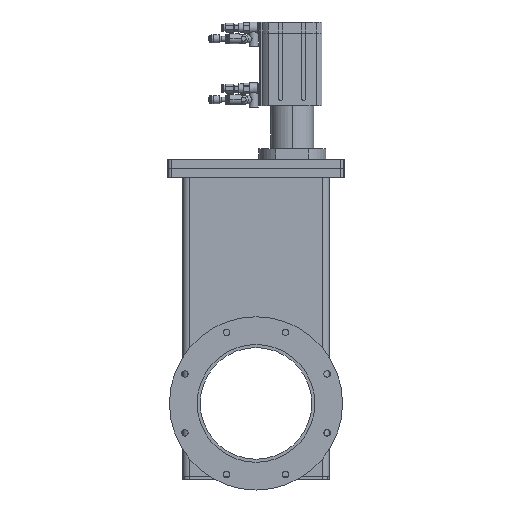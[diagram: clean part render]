
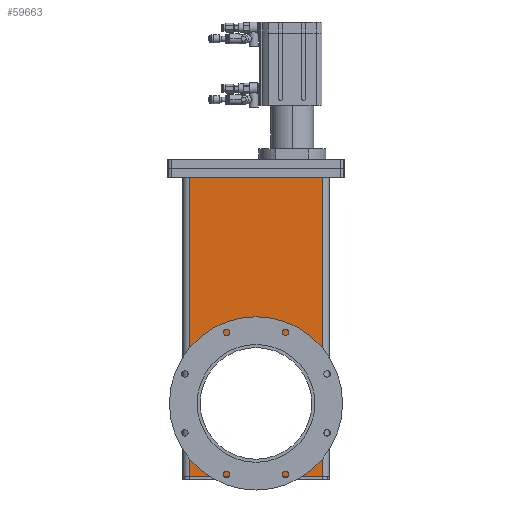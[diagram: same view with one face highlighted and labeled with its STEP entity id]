
A CAD part, front view. The second image highlights one B-rep face of the part: STEP entity #59663.
In plain terms, the highlighted planar face has unit normal (0, -1, 0).
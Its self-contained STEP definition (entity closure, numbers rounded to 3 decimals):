
#2686 = EDGE_CURVE ( 'NONE', #18378, #61506, #2881, .T. ) ;
#2881 = LINE ( 'NONE', #31525, #12527 ) ;
#3387 = EDGE_CURVE ( 'NONE', #61506, #8818, #11443, .T. ) ;
#5911 = LINE ( 'NONE', #16163, #11441 ) ;
#6046 = CIRCLE ( 'NONE', #11148, 85. ) ;
#6517 = DIRECTION ( 'NONE',  ( 1., 0., 0. ) ) ;
#8077 = DIRECTION ( 'NONE',  ( -1., 0., 0. ) ) ;
#8428 = CIRCLE ( 'NONE', #60721, 85. ) ;
#8818 = VERTEX_POINT ( 'NONE', #56974 ) ;
#9823 = DIRECTION ( 'NONE',  ( 0., 0., 1. ) ) ;
#9969 = CARTESIAN_POINT ( 'NONE',  ( -134., -21., -7. ) ) ;
#10721 = VERTEX_POINT ( 'NONE', #61444 ) ;
#11120 = CARTESIAN_POINT ( 'NONE',  ( -47., -21., -203.5 ) ) ;
#11148 = AXIS2_PLACEMENT_3D ( 'NONE', #30624, #55145, #6517 ) ;
#11441 = VECTOR ( 'NONE', #54861, 1000. ) ;
#11443 = LINE ( 'NONE', #17218, #26676 ) ;
#12527 = VECTOR ( 'NONE', #8077, 1000. ) ;
#13390 = EDGE_CURVE ( 'NONE', #48788, #10721, #8428, .T. ) ;
#13789 = DIRECTION ( 'NONE',  ( 1., 0., 0. ) ) ;
#13905 = ORIENTED_EDGE ( 'NONE', *, *, #2686, .T. ) ;
#13975 = CARTESIAN_POINT ( 'NONE',  ( 40., -21., -7. ) ) ;
#14801 = EDGE_CURVE ( 'NONE', #17565, #18378, #40014, .T. ) ;
#16163 = CARTESIAN_POINT ( 'NONE',  ( -142., -21., -400. ) ) ;
#17218 = CARTESIAN_POINT ( 'NONE',  ( -134., -21., -105.25 ) ) ;
#17565 = VERTEX_POINT ( 'NONE', #19735 ) ;
#18378 = VERTEX_POINT ( 'NONE', #13975 ) ;
#19471 = AXIS2_PLACEMENT_3D ( 'NONE', #11120, #25589, #13789 ) ;
#19735 = CARTESIAN_POINT ( 'NONE',  ( 40., -21., -400. ) ) ;
#20430 = FACE_BOUND ( 'NONE', #25030, .T. ) ;
#25030 = EDGE_LOOP ( 'NONE', ( #59605, #37048 ) ) ;
#25589 = DIRECTION ( 'NONE',  ( 0., 1., 0. ) ) ;
#26676 = VECTOR ( 'NONE', #36854, 1000. ) ;
#28833 = CARTESIAN_POINT ( 'NONE',  ( 38., -21., -305. ) ) ;
#30624 = CARTESIAN_POINT ( 'NONE',  ( -47., -21., -305. ) ) ;
#31525 = CARTESIAN_POINT ( 'NONE',  ( 48., -21., -7. ) ) ;
#36854 = DIRECTION ( 'NONE',  ( 0., 0., -1. ) ) ;
#37048 = ORIENTED_EDGE ( 'NONE', *, *, #55868, .T. ) ;
#39392 = CARTESIAN_POINT ( 'NONE',  ( 40., -21., -301.75 ) ) ;
#39441 = FACE_OUTER_BOUND ( 'NONE', #48312, .T. ) ;
#40014 = LINE ( 'NONE', #39392, #56938 ) ;
#41052 = ORIENTED_EDGE ( 'NONE', *, *, #62470, .T. ) ;
#42064 = ORIENTED_EDGE ( 'NONE', *, *, #14801, .T. ) ;
#44459 = ORIENTED_EDGE ( 'NONE', *, *, #3387, .T. ) ;
#44620 = PLANE ( 'NONE',  #19471 ) ;
#48312 = EDGE_LOOP ( 'NONE', ( #44459, #41052, #42064, #13905 ) ) ;
#48788 = VERTEX_POINT ( 'NONE', #28833 ) ;
#53684 = DIRECTION ( 'NONE',  ( 1., 0., 0. ) ) ;
#54861 = DIRECTION ( 'NONE',  ( 1., 0., 0. ) ) ;
#55145 = DIRECTION ( 'NONE',  ( 0., 1., 0. ) ) ;
#55868 = EDGE_CURVE ( 'NONE', #10721, #48788, #6046, .T. ) ;
#56938 = VECTOR ( 'NONE', #9823, 1000. ) ;
#56974 = CARTESIAN_POINT ( 'NONE',  ( -134., -21., -400. ) ) ;
#58199 = CARTESIAN_POINT ( 'NONE',  ( -47., -21., -305. ) ) ;
#58526 = DIRECTION ( 'NONE',  ( 0., 1., 0. ) ) ;
#59605 = ORIENTED_EDGE ( 'NONE', *, *, #13390, .T. ) ;
#59663 = ADVANCED_FACE ( 'NONE', ( #20430, #39441 ), #44620, .F. ) ;
#60721 = AXIS2_PLACEMENT_3D ( 'NONE', #58199, #58526, #53684 ) ;
#61444 = CARTESIAN_POINT ( 'NONE',  ( -132., -21., -305. ) ) ;
#61506 = VERTEX_POINT ( 'NONE', #9969 ) ;
#62470 = EDGE_CURVE ( 'NONE', #8818, #17565, #5911, .T. ) ;
